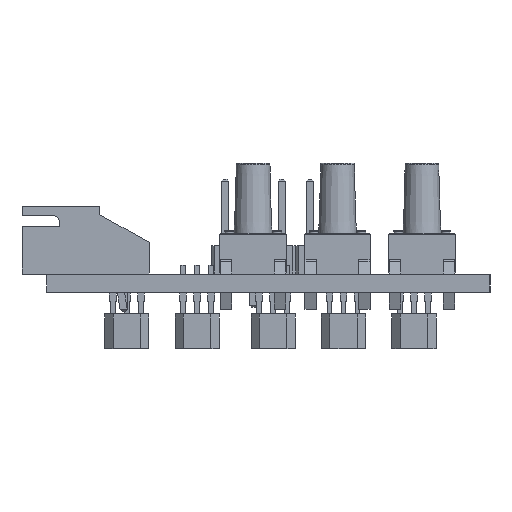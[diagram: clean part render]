
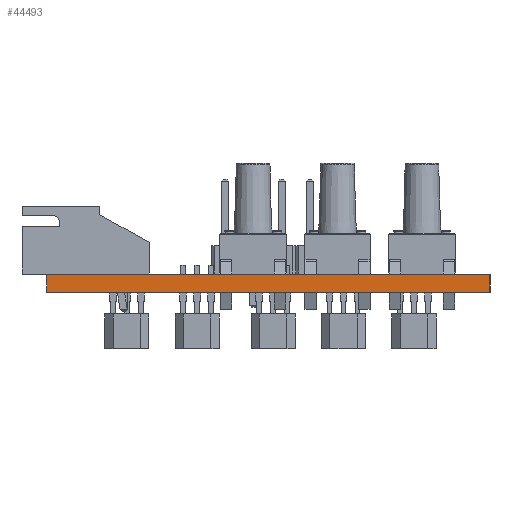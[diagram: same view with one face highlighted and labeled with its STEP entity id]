
A CAD part, left-side view. The second image highlights one B-rep face of the part: STEP entity #44493.
In plain terms, the highlighted planar face has unit normal (-1, 0, 0).
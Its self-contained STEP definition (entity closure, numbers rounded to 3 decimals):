
#44377 = EDGE_CURVE('',#44378,#44380,#44382,.T.);
#44378 = VERTEX_POINT('',#44379);
#44379 = CARTESIAN_POINT('',(38.1,-127.,0.));
#44380 = VERTEX_POINT('',#44381);
#44381 = CARTESIAN_POINT('',(38.1,-127.,1.6));
#44382 = SURFACE_CURVE('',#44383,(#44387,#44399),.PCURVE_S1.);
#44383 = LINE('',#44384,#44385);
#44384 = CARTESIAN_POINT('',(38.1,-127.,0.));
#44385 = VECTOR('',#44386,1.);
#44386 = DIRECTION('',(0.,0.,1.));
#44387 = PCURVE('',#44388,#44393);
#44388 = PLANE('',#44389);
#44389 = AXIS2_PLACEMENT_3D('',#44390,#44391,#44392);
#44390 = CARTESIAN_POINT('',(38.1,-127.,0.));
#44391 = DIRECTION('',(0.,1.,0.));
#44392 = DIRECTION('',(1.,0.,0.));
#44393 = DEFINITIONAL_REPRESENTATION('',(#44394),#44398);
#44394 = LINE('',#44395,#44396);
#44395 = CARTESIAN_POINT('',(0.,0.));
#44396 = VECTOR('',#44397,1.);
#44397 = DIRECTION('',(0.,-1.));
#44398 = ( GEOMETRIC_REPRESENTATION_CONTEXT(2) 
PARAMETRIC_REPRESENTATION_CONTEXT() REPRESENTATION_CONTEXT('2D SPACE',''
  ) );
#44399 = PCURVE('',#44400,#44405);
#44400 = PLANE('',#44401);
#44401 = AXIS2_PLACEMENT_3D('',#44402,#44403,#44404);
#44402 = CARTESIAN_POINT('',(38.1,-86.995,0.));
#44403 = DIRECTION('',(1.,0.,0.));
#44404 = DIRECTION('',(0.,-1.,0.));
#44405 = DEFINITIONAL_REPRESENTATION('',(#44406),#44410);
#44406 = LINE('',#44407,#44408);
#44407 = CARTESIAN_POINT('',(40.005,0.));
#44408 = VECTOR('',#44409,1.);
#44409 = DIRECTION('',(0.,-1.));
#44410 = ( GEOMETRIC_REPRESENTATION_CONTEXT(2) 
PARAMETRIC_REPRESENTATION_CONTEXT() REPRESENTATION_CONTEXT('2D SPACE',''
  ) );
#44428 = PLANE('',#44429);
#44429 = AXIS2_PLACEMENT_3D('',#44430,#44431,#44432);
#44430 = CARTESIAN_POINT('',(68.263,-106.998,1.6));
#44431 = DIRECTION('',(0.,0.,1.));
#44432 = DIRECTION('',(1.,0.,0.));
#44482 = PLANE('',#44483);
#44483 = AXIS2_PLACEMENT_3D('',#44484,#44485,#44486);
#44484 = CARTESIAN_POINT('',(68.263,-106.998,0.));
#44485 = DIRECTION('',(0.,0.,1.));
#44486 = DIRECTION('',(1.,0.,0.));
#44493 = ADVANCED_FACE('',(#44494),#44400,.F.);
#44494 = FACE_BOUND('',#44495,.F.);
#44495 = EDGE_LOOP('',(#44496,#44526,#44547,#44548));
#44496 = ORIENTED_EDGE('',*,*,#44497,.T.);
#44497 = EDGE_CURVE('',#44498,#44500,#44502,.T.);
#44498 = VERTEX_POINT('',#44499);
#44499 = CARTESIAN_POINT('',(38.1,-86.995,0.));
#44500 = VERTEX_POINT('',#44501);
#44501 = CARTESIAN_POINT('',(38.1,-86.995,1.6));
#44502 = SURFACE_CURVE('',#44503,(#44507,#44514),.PCURVE_S1.);
#44503 = LINE('',#44504,#44505);
#44504 = CARTESIAN_POINT('',(38.1,-86.995,0.));
#44505 = VECTOR('',#44506,1.);
#44506 = DIRECTION('',(0.,0.,1.));
#44507 = PCURVE('',#44400,#44508);
#44508 = DEFINITIONAL_REPRESENTATION('',(#44509),#44513);
#44509 = LINE('',#44510,#44511);
#44510 = CARTESIAN_POINT('',(0.,0.));
#44511 = VECTOR('',#44512,1.);
#44512 = DIRECTION('',(0.,-1.));
#44513 = ( GEOMETRIC_REPRESENTATION_CONTEXT(2) 
PARAMETRIC_REPRESENTATION_CONTEXT() REPRESENTATION_CONTEXT('2D SPACE',''
  ) );
#44514 = PCURVE('',#44515,#44520);
#44515 = PLANE('',#44516);
#44516 = AXIS2_PLACEMENT_3D('',#44517,#44518,#44519);
#44517 = CARTESIAN_POINT('',(98.425,-86.995,0.));
#44518 = DIRECTION('',(0.,-1.,0.));
#44519 = DIRECTION('',(-1.,0.,0.));
#44520 = DEFINITIONAL_REPRESENTATION('',(#44521),#44525);
#44521 = LINE('',#44522,#44523);
#44522 = CARTESIAN_POINT('',(60.325,0.));
#44523 = VECTOR('',#44524,1.);
#44524 = DIRECTION('',(0.,-1.));
#44525 = ( GEOMETRIC_REPRESENTATION_CONTEXT(2) 
PARAMETRIC_REPRESENTATION_CONTEXT() REPRESENTATION_CONTEXT('2D SPACE',''
  ) );
#44526 = ORIENTED_EDGE('',*,*,#44527,.T.);
#44527 = EDGE_CURVE('',#44500,#44380,#44528,.T.);
#44528 = SURFACE_CURVE('',#44529,(#44533,#44540),.PCURVE_S1.);
#44529 = LINE('',#44530,#44531);
#44530 = CARTESIAN_POINT('',(38.1,-86.995,1.6));
#44531 = VECTOR('',#44532,1.);
#44532 = DIRECTION('',(0.,-1.,0.));
#44533 = PCURVE('',#44400,#44534);
#44534 = DEFINITIONAL_REPRESENTATION('',(#44535),#44539);
#44535 = LINE('',#44536,#44537);
#44536 = CARTESIAN_POINT('',(0.,-1.6));
#44537 = VECTOR('',#44538,1.);
#44538 = DIRECTION('',(1.,0.));
#44539 = ( GEOMETRIC_REPRESENTATION_CONTEXT(2) 
PARAMETRIC_REPRESENTATION_CONTEXT() REPRESENTATION_CONTEXT('2D SPACE',''
  ) );
#44540 = PCURVE('',#44428,#44541);
#44541 = DEFINITIONAL_REPRESENTATION('',(#44542),#44546);
#44542 = LINE('',#44543,#44544);
#44543 = CARTESIAN_POINT('',(-30.163,20.003));
#44544 = VECTOR('',#44545,1.);
#44545 = DIRECTION('',(0.,-1.));
#44546 = ( GEOMETRIC_REPRESENTATION_CONTEXT(2) 
PARAMETRIC_REPRESENTATION_CONTEXT() REPRESENTATION_CONTEXT('2D SPACE',''
  ) );
#44547 = ORIENTED_EDGE('',*,*,#44377,.F.);
#44548 = ORIENTED_EDGE('',*,*,#44549,.F.);
#44549 = EDGE_CURVE('',#44498,#44378,#44550,.T.);
#44550 = SURFACE_CURVE('',#44551,(#44555,#44562),.PCURVE_S1.);
#44551 = LINE('',#44552,#44553);
#44552 = CARTESIAN_POINT('',(38.1,-86.995,0.));
#44553 = VECTOR('',#44554,1.);
#44554 = DIRECTION('',(0.,-1.,0.));
#44555 = PCURVE('',#44400,#44556);
#44556 = DEFINITIONAL_REPRESENTATION('',(#44557),#44561);
#44557 = LINE('',#44558,#44559);
#44558 = CARTESIAN_POINT('',(0.,0.));
#44559 = VECTOR('',#44560,1.);
#44560 = DIRECTION('',(1.,0.));
#44561 = ( GEOMETRIC_REPRESENTATION_CONTEXT(2) 
PARAMETRIC_REPRESENTATION_CONTEXT() REPRESENTATION_CONTEXT('2D SPACE',''
  ) );
#44562 = PCURVE('',#44482,#44563);
#44563 = DEFINITIONAL_REPRESENTATION('',(#44564),#44568);
#44564 = LINE('',#44565,#44566);
#44565 = CARTESIAN_POINT('',(-30.163,20.003));
#44566 = VECTOR('',#44567,1.);
#44567 = DIRECTION('',(0.,-1.));
#44568 = ( GEOMETRIC_REPRESENTATION_CONTEXT(2) 
PARAMETRIC_REPRESENTATION_CONTEXT() REPRESENTATION_CONTEXT('2D SPACE',''
  ) );
